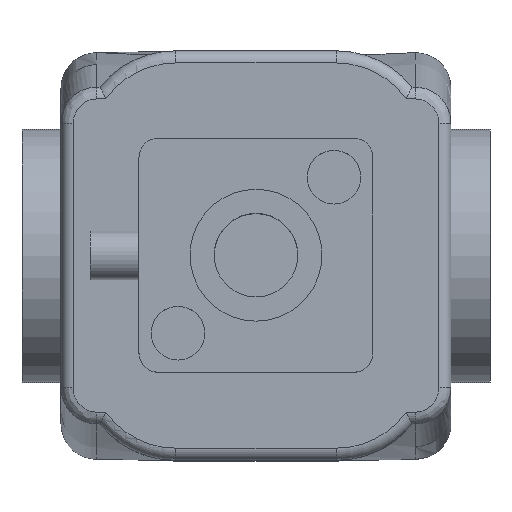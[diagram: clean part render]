
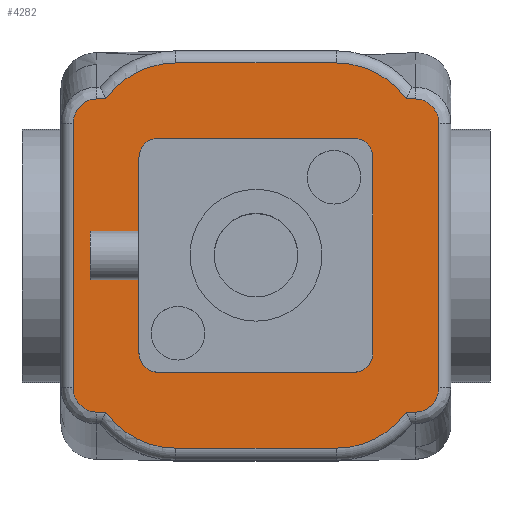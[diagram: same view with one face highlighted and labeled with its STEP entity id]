
A CAD part, top view. The second image highlights one B-rep face of the part: STEP entity #4282.
In plain terms, the highlighted planar face has unit normal (0, 0, 1).
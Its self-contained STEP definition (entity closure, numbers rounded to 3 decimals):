
#95=B_SPLINE_CURVE_WITH_KNOTS('',3,(#6149,#6150,#6151,#6152,#6153),
 .UNSPECIFIED.,.F.,.F.,(4,1,4),(0.,0.164,0.382),
 .UNSPECIFIED.);
#99=B_SPLINE_CURVE_WITH_KNOTS('',3,(#6214,#6215,#6216,#6217,#6218,#6219),
 .UNSPECIFIED.,.F.,.F.,(4,1,1,4),(0.,0.164,0.274,
0.383),.UNSPECIFIED.);
#106=B_SPLINE_CURVE_WITH_KNOTS('',3,(#6315,#6316,#6317,#6318,#6319),
 .UNSPECIFIED.,.F.,.F.,(4,1,4),(0.,0.164,0.382),
 .UNSPECIFIED.);
#109=B_SPLINE_CURVE_WITH_KNOTS('',3,(#6363,#6364,#6365,#6366,#6367,#6368),
 .UNSPECIFIED.,.F.,.F.,(4,1,1,4),(0.,0.164,0.274,
0.383),.UNSPECIFIED.);
#282=LINE('',#6082,#542);
#284=LINE('',#6155,#544);
#286=LINE('',#6245,#546);
#287=LINE('',#6247,#547);
#290=LINE('',#6261,#550);
#291=LINE('',#6278,#551);
#292=LINE('',#6321,#552);
#293=LINE('',#6370,#553);
#342=LINE('',#6814,#602);
#345=LINE('',#6824,#605);
#350=LINE('',#6838,#610);
#353=LINE('',#6847,#613);
#356=LINE('',#6855,#616);
#357=LINE('',#6857,#617);
#358=LINE('',#6859,#618);
#359=LINE('',#6861,#619);
#542=VECTOR('',#4938,1000.);
#544=VECTOR('',#4942,1000.);
#546=VECTOR('',#4952,1000.);
#547=VECTOR('',#4955,1000.);
#550=VECTOR('',#4968,1000.);
#551=VECTOR('',#4975,1000.);
#552=VECTOR('',#4978,1000.);
#553=VECTOR('',#4981,1000.);
#602=VECTOR('',#5166,1000.);
#605=VECTOR('',#5177,1000.);
#610=VECTOR('',#5190,1000.);
#613=VECTOR('',#5201,1000.);
#616=VECTOR('',#5206,1000.);
#617=VECTOR('',#5209,1000.);
#618=VECTOR('',#5210,1000.);
#619=VECTOR('',#5211,1000.);
#717=PLANE('',#4525);
#1460=ORIENTED_EDGE('',*,*,#1984,.T.);
#1461=ORIENTED_EDGE('',*,*,#1985,.T.);
#1462=ORIENTED_EDGE('',*,*,#1986,.T.);
#1463=ORIENTED_EDGE('',*,*,#1979,.T.);
#1464=ORIENTED_EDGE('',*,*,#1977,.T.);
#1465=ORIENTED_EDGE('',*,*,#1974,.T.);
#1466=ORIENTED_EDGE('',*,*,#1971,.T.);
#1467=ORIENTED_EDGE('',*,*,#1967,.T.);
#1468=ORIENTED_EDGE('',*,*,#1965,.T.);
#1469=ORIENTED_EDGE('',*,*,#1962,.T.);
#1470=ORIENTED_EDGE('',*,*,#1959,.T.);
#1471=ORIENTED_EDGE('',*,*,#1983,.T.);
#1472=ORIENTED_EDGE('',*,*,#1842,.F.);
#1473=ORIENTED_EDGE('',*,*,#1838,.F.);
#1474=ORIENTED_EDGE('',*,*,#1843,.F.);
#1475=ORIENTED_EDGE('',*,*,#1837,.F.);
#1476=ORIENTED_EDGE('',*,*,#1832,.F.);
#1477=ORIENTED_EDGE('',*,*,#1831,.F.);
#1478=ORIENTED_EDGE('',*,*,#1825,.F.);
#1479=ORIENTED_EDGE('',*,*,#1846,.F.);
#1480=ORIENTED_EDGE('',*,*,#1850,.F.);
#1481=ORIENTED_EDGE('',*,*,#1852,.F.);
#1482=ORIENTED_EDGE('',*,*,#1861,.F.);
#1483=ORIENTED_EDGE('',*,*,#1860,.F.);
#1484=ORIENTED_EDGE('',*,*,#1857,.F.);
#1485=ORIENTED_EDGE('',*,*,#1856,.F.);
#1486=ORIENTED_EDGE('',*,*,#1853,.F.);
#1487=ORIENTED_EDGE('',*,*,#1823,.F.);
#1823=EDGE_CURVE('',#2185,#2186,#2347,.T.);
#1825=EDGE_CURVE('',#2187,#2188,#282,.T.);
#1831=EDGE_CURVE('',#2188,#2192,#95,.T.);
#1832=EDGE_CURVE('',#2192,#2193,#284,.T.);
#1837=EDGE_CURVE('',#2193,#2196,#99,.T.);
#1838=EDGE_CURVE('',#2197,#2198,#2348,.T.);
#1842=EDGE_CURVE('',#2198,#2185,#286,.T.);
#1843=EDGE_CURVE('',#2196,#2197,#287,.T.);
#1846=EDGE_CURVE('',#2200,#2187,#2351,.T.);
#1850=EDGE_CURVE('',#2201,#2200,#290,.T.);
#1852=EDGE_CURVE('',#2202,#2201,#2353,.T.);
#1853=EDGE_CURVE('',#2186,#2203,#291,.T.);
#1856=EDGE_CURVE('',#2203,#2204,#106,.T.);
#1857=EDGE_CURVE('',#2204,#2205,#292,.T.);
#1860=EDGE_CURVE('',#2205,#2206,#109,.T.);
#1861=EDGE_CURVE('',#2206,#2202,#293,.T.);
#1959=EDGE_CURVE('',#2265,#2268,#2383,.T.);
#1962=EDGE_CURVE('',#2269,#2265,#342,.T.);
#1965=EDGE_CURVE('',#2271,#2269,#2385,.T.);
#1967=EDGE_CURVE('',#2274,#2271,#345,.T.);
#1971=EDGE_CURVE('',#2275,#2274,#2387,.T.);
#1974=EDGE_CURVE('',#2277,#2275,#350,.T.);
#1977=EDGE_CURVE('',#2279,#2277,#2389,.T.);
#1979=EDGE_CURVE('',#2281,#2279,#353,.T.);
#1983=EDGE_CURVE('',#2268,#2284,#356,.T.);
#1984=EDGE_CURVE('',#2284,#2285,#357,.T.);
#1985=EDGE_CURVE('',#2285,#2286,#358,.T.);
#1986=EDGE_CURVE('',#2286,#2281,#359,.T.);
#2185=VERTEX_POINT('',#6066);
#2186=VERTEX_POINT('',#6068);
#2187=VERTEX_POINT('',#6083);
#2188=VERTEX_POINT('',#6084);
#2192=VERTEX_POINT('',#6135);
#2193=VERTEX_POINT('',#6156);
#2196=VERTEX_POINT('',#6199);
#2197=VERTEX_POINT('',#6222);
#2198=VERTEX_POINT('',#6223);
#2200=VERTEX_POINT('',#6251);
#2201=VERTEX_POINT('',#6260);
#2202=VERTEX_POINT('',#6275);
#2203=VERTEX_POINT('',#6279);
#2204=VERTEX_POINT('',#6314);
#2205=VERTEX_POINT('',#6322);
#2206=VERTEX_POINT('',#6362);
#2265=VERTEX_POINT('',#6802);
#2268=VERTEX_POINT('',#6807);
#2269=VERTEX_POINT('',#6811);
#2271=VERTEX_POINT('',#6817);
#2274=VERTEX_POINT('',#6825);
#2275=VERTEX_POINT('',#6829);
#2277=VERTEX_POINT('',#6835);
#2279=VERTEX_POINT('',#6841);
#2281=VERTEX_POINT('',#6848);
#2284=VERTEX_POINT('',#6854);
#2285=VERTEX_POINT('',#6858);
#2286=VERTEX_POINT('',#6860);
#2347=CIRCLE('',#4426,8.75);
#2348=CIRCLE('',#4430,8.75);
#2351=CIRCLE('',#4436,8.75);
#2353=CIRCLE('',#4440,8.75);
#2383=CIRCLE('',#4510,2.);
#2385=CIRCLE('',#4514,2.);
#2387=CIRCLE('',#4518,2.);
#2389=CIRCLE('',#4522,2.);
#2570=EDGE_LOOP('',(#1460,#1461,#1462,#1463,#1464,#1465,#1466,#1467,#1468,
#1469,#1470,#1471));
#2571=EDGE_LOOP('',(#1472,#1473,#1474,#1475,#1476,#1477,#1478,#1479,#1480,
#1481,#1482,#1483,#1484,#1485,#1486,#1487));
#2780=FACE_BOUND('',#2570,.T.);
#2781=FACE_BOUND('',#2571,.T.);
#4282=ADVANCED_FACE('',(#2780,#2781),#717,.T.);
#4426=AXIS2_PLACEMENT_3D('',#6067,#4934,#4935);
#4430=AXIS2_PLACEMENT_3D('',#6221,#4946,#4947);
#4436=AXIS2_PLACEMENT_3D('',#6252,#4961,#4962);
#4440=AXIS2_PLACEMENT_3D('',#6276,#4971,#4972);
#4510=AXIS2_PLACEMENT_3D('',#6808,#5160,#5161);
#4514=AXIS2_PLACEMENT_3D('',#6820,#5172,#5173);
#4518=AXIS2_PLACEMENT_3D('',#6832,#5184,#5185);
#4522=AXIS2_PLACEMENT_3D('',#6844,#5196,#5197);
#4525=AXIS2_PLACEMENT_3D('',#6856,#5207,#5208);
#4934=DIRECTION('',(0.,0.,-1.));
#4935=DIRECTION('',(0.447,0.894,0.));
#4938=DIRECTION('',(-1.,0.,0.));
#4942=DIRECTION('',(0.,1.,0.));
#4946=DIRECTION('',(0.,0.,-1.));
#4947=DIRECTION('',(-0.447,0.894,0.));
#4952=DIRECTION('',(1.,0.,0.));
#4955=DIRECTION('',(1.,0.,0.));
#4961=DIRECTION('',(0.,0.,-1.));
#4962=DIRECTION('',(-0.447,-0.894,0.));
#4968=DIRECTION('',(-1.,0.,0.));
#4971=DIRECTION('',(0.,0.,-1.));
#4972=DIRECTION('',(0.447,-0.894,0.));
#4975=DIRECTION('',(1.,0.,0.));
#4978=DIRECTION('',(0.,-1.,0.));
#4981=DIRECTION('',(-1.,0.,0.));
#5160=DIRECTION('',(0.,0.,-1.));
#5161=DIRECTION('',(-1.,0.,0.));
#5166=DIRECTION('',(-1.,0.,0.));
#5172=DIRECTION('',(0.,0.,-1.));
#5173=DIRECTION('',(0.,-1.,0.));
#5177=DIRECTION('',(0.,-1.,0.));
#5184=DIRECTION('',(0.,0.,-1.));
#5185=DIRECTION('',(1.,0.,0.));
#5190=DIRECTION('',(1.,0.,0.));
#5196=DIRECTION('',(0.,0.,-1.));
#5197=DIRECTION('',(0.,1.,0.));
#5201=DIRECTION('',(0.,1.,0.));
#5206=DIRECTION('',(0.,1.,0.));
#5207=DIRECTION('',(0.,0.,1.));
#5208=DIRECTION('',(1.,0.,0.));
#5209=DIRECTION('',(-1.,0.,0.));
#5210=DIRECTION('',(0.,1.,0.));
#5211=DIRECTION('',(1.,0.,0.));
#6066=CARTESIAN_POINT('',(8.25,19.75,27.5));
#6067=CARTESIAN_POINT('',(8.25,11.,27.5));
#6068=CARTESIAN_POINT('',(15.388,16.061,27.5));
#6082=CARTESIAN_POINT('',(-15.388,-16.061,27.5));
#6083=CARTESIAN_POINT('',(-15.388,-16.061,27.5));
#6084=CARTESIAN_POINT('',(-16.35,-16.061,27.5));
#6135=CARTESIAN_POINT('',(-18.75,-13.562,27.5));
#6149=CARTESIAN_POINT('',(-16.35,-16.061,27.5));
#6150=CARTESIAN_POINT('',(-16.896,-16.061,27.5));
#6151=CARTESIAN_POINT('',(-18.18,-15.577,27.5));
#6152=CARTESIAN_POINT('',(-18.75,-14.29,27.5));
#6153=CARTESIAN_POINT('',(-18.75,-13.562,27.5));
#6155=CARTESIAN_POINT('',(-18.75,-13.562,27.5));
#6156=CARTESIAN_POINT('',(-18.75,13.562,27.5));
#6199=CARTESIAN_POINT('',(-16.35,16.061,27.5));
#6214=CARTESIAN_POINT('',(-18.75,13.562,27.5));
#6215=CARTESIAN_POINT('',(-18.75,14.109,27.5));
#6216=CARTESIAN_POINT('',(-18.453,15.024,27.5));
#6217=CARTESIAN_POINT('',(-17.449,15.882,27.5));
#6218=CARTESIAN_POINT('',(-16.715,16.061,27.5));
#6219=CARTESIAN_POINT('',(-16.35,16.061,27.5));
#6221=CARTESIAN_POINT('',(-8.25,11.,27.5));
#6222=CARTESIAN_POINT('',(-15.388,16.061,27.5));
#6223=CARTESIAN_POINT('',(-8.25,19.75,27.5));
#6245=CARTESIAN_POINT('',(-8.25,19.75,27.5));
#6247=CARTESIAN_POINT('',(-16.35,16.061,27.5));
#6251=CARTESIAN_POINT('',(-8.25,-19.75,27.5));
#6252=CARTESIAN_POINT('',(-8.25,-11.,27.5));
#6260=CARTESIAN_POINT('',(8.25,-19.75,27.5));
#6261=CARTESIAN_POINT('',(8.25,-19.75,27.5));
#6275=CARTESIAN_POINT('',(15.388,-16.061,27.5));
#6276=CARTESIAN_POINT('',(8.25,-11.,27.5));
#6278=CARTESIAN_POINT('',(15.388,16.061,27.5));
#6279=CARTESIAN_POINT('',(16.35,16.061,27.5));
#6314=CARTESIAN_POINT('',(18.75,13.562,27.5));
#6315=CARTESIAN_POINT('',(16.35,16.061,27.5));
#6316=CARTESIAN_POINT('',(16.896,16.061,27.5));
#6317=CARTESIAN_POINT('',(18.18,15.577,27.5));
#6318=CARTESIAN_POINT('',(18.75,14.29,27.5));
#6319=CARTESIAN_POINT('',(18.75,13.562,27.5));
#6321=CARTESIAN_POINT('',(18.75,13.562,27.5));
#6322=CARTESIAN_POINT('',(18.75,-13.562,27.5));
#6362=CARTESIAN_POINT('',(16.35,-16.061,27.5));
#6363=CARTESIAN_POINT('',(18.75,-13.562,27.5));
#6364=CARTESIAN_POINT('',(18.75,-14.109,27.5));
#6365=CARTESIAN_POINT('',(18.453,-15.024,27.5));
#6366=CARTESIAN_POINT('',(17.449,-15.882,27.5));
#6367=CARTESIAN_POINT('',(16.715,-16.061,27.5));
#6368=CARTESIAN_POINT('',(16.35,-16.061,27.5));
#6370=CARTESIAN_POINT('',(16.35,-16.061,27.5));
#6802=CARTESIAN_POINT('',(-10.,-12.,27.5));
#6807=CARTESIAN_POINT('',(-12.,-10.,27.5));
#6808=CARTESIAN_POINT('',(-10.,-10.,27.5));
#6811=CARTESIAN_POINT('',(10.,-12.,27.5));
#6814=CARTESIAN_POINT('',(10.,-12.,27.5));
#6817=CARTESIAN_POINT('',(12.,-10.,27.5));
#6820=CARTESIAN_POINT('',(10.,-10.,27.5));
#6824=CARTESIAN_POINT('',(12.,10.,27.5));
#6825=CARTESIAN_POINT('',(12.,10.,27.5));
#6829=CARTESIAN_POINT('',(10.,12.,27.5));
#6832=CARTESIAN_POINT('',(10.,10.,27.5));
#6835=CARTESIAN_POINT('',(-10.,12.,27.5));
#6838=CARTESIAN_POINT('',(-10.,12.,27.5));
#6841=CARTESIAN_POINT('',(-12.,10.,27.5));
#6844=CARTESIAN_POINT('',(-10.,10.,27.5));
#6847=CARTESIAN_POINT('',(-12.,2.5,27.5));
#6848=CARTESIAN_POINT('',(-12.,2.5,27.5));
#6854=CARTESIAN_POINT('',(-12.,-2.5,27.5));
#6855=CARTESIAN_POINT('',(-12.,-10.,27.5));
#6856=CARTESIAN_POINT('',(0.,0.,27.5));
#6857=CARTESIAN_POINT('',(-12.,-2.5,27.5));
#6858=CARTESIAN_POINT('',(-17.,-2.5,27.5));
#6859=CARTESIAN_POINT('',(-17.,-2.5,27.5));
#6860=CARTESIAN_POINT('',(-17.,2.5,27.5));
#6861=CARTESIAN_POINT('',(-17.,2.5,27.5));
